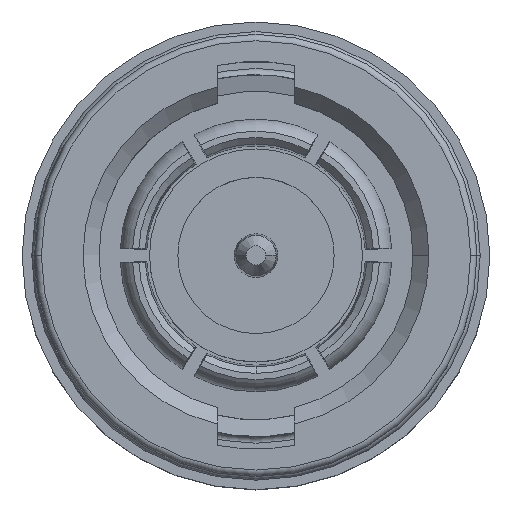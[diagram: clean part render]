
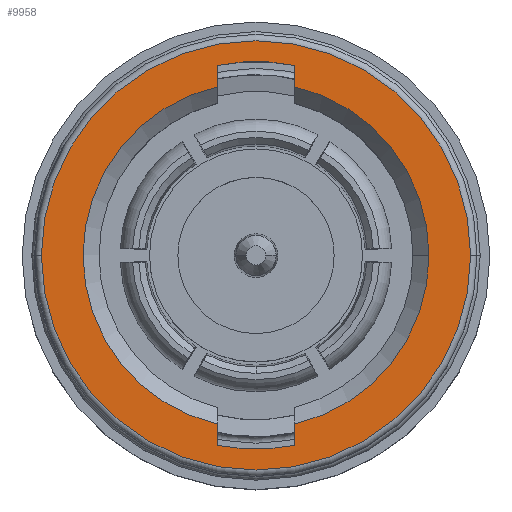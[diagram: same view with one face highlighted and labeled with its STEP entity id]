
A CAD part, top view. The second image highlights one B-rep face of the part: STEP entity #9958.
In plain terms, the highlighted planar face has unit normal (0, 0, 1).
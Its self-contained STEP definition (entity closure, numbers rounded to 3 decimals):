
#137 = CARTESIAN_POINT ( 'NONE',  ( -1.2, 4.751, 0.75 ) ) ;
#303 = ORIENTED_EDGE ( 'NONE', *, *, #4245, .F. ) ;
#1047 = VECTOR ( 'NONE', #4225, 1000. ) ;
#1474 = LINE ( 'NONE', #1827, #1047 ) ;
#1631 = CARTESIAN_POINT ( 'NONE',  ( 6.7, 0., 0.75 ) ) ;
#1687 = EDGE_CURVE ( 'NONE', #14020, #5062, #1474, .T. ) ;
#1764 = CARTESIAN_POINT ( 'NONE',  ( -1.2, 5.265, 0.75 ) ) ;
#1827 = CARTESIAN_POINT ( 'NONE',  ( -1.2, -4.751, 0.75 ) ) ;
#2016 = DIRECTION ( 'NONE',  ( 0., 0., -1. ) ) ;
#2188 = DIRECTION ( 'NONE',  ( 0., 0., 1. ) ) ;
#2240 = ORIENTED_EDGE ( 'NONE', *, *, #4492, .F. ) ;
#2707 = VERTEX_POINT ( 'NONE', #1631 ) ;
#2867 = VECTOR ( 'NONE', #6521, 1000. ) ;
#3335 = VECTOR ( 'NONE', #15855, 1000. ) ;
#3609 = VERTEX_POINT ( 'NONE', #8884 ) ;
#3775 = AXIS2_PLACEMENT_3D ( 'NONE', #6519, #15497, #7789 ) ;
#4142 = AXIS2_PLACEMENT_3D ( 'NONE', #5931, #14883, #7179 ) ;
#4225 = DIRECTION ( 'NONE',  ( 0., -1., 0. ) ) ;
#4245 = EDGE_CURVE ( 'NONE', #6702, #16027, #16190, .T. ) ;
#4492 = EDGE_CURVE ( 'NONE', #16027, #5081, #8957, .T. ) ;
#4634 = CARTESIAN_POINT ( 'NONE',  ( 0., 0., 0.75 ) ) ;
#4684 = ORIENTED_EDGE ( 'NONE', *, *, #10957, .F. ) ;
#4720 = CARTESIAN_POINT ( 'NONE',  ( 0., 0., 0.75 ) ) ;
#4783 = EDGE_CURVE ( 'NONE', #2707, #9116, #13318, .T. ) ;
#5062 = VERTEX_POINT ( 'NONE', #6629 ) ;
#5081 = VERTEX_POINT ( 'NONE', #13143 ) ;
#5119 = VERTEX_POINT ( 'NONE', #1764 ) ;
#5539 = VECTOR ( 'NONE', #6612, 1000. ) ;
#5545 = DIRECTION ( 'NONE',  ( 0., 0., 1. ) ) ;
#5598 = CARTESIAN_POINT ( 'NONE',  ( 0., 0., 0.75 ) ) ;
#5896 = CARTESIAN_POINT ( 'NONE',  ( 1.2, -5.265, 0.75 ) ) ;
#5902 = DIRECTION ( 'NONE',  ( 1., 0., 0. ) ) ;
#5909 = AXIS2_PLACEMENT_3D ( 'NONE', #4720, #13629, #5971 ) ;
#5931 = CARTESIAN_POINT ( 'NONE',  ( 0., 0., 0.75 ) ) ;
#5971 = DIRECTION ( 'NONE',  ( -1., 0., 0. ) ) ;
#6505 = FACE_OUTER_BOUND ( 'NONE', #9535, .T. ) ;
#6519 = CARTESIAN_POINT ( 'NONE',  ( 0., 0., 0.75 ) ) ;
#6521 = DIRECTION ( 'NONE',  ( 0., -1., 0. ) ) ;
#6612 = DIRECTION ( 'NONE',  ( 0., 1., 0. ) ) ;
#6629 = CARTESIAN_POINT ( 'NONE',  ( -1.2, -5.93, 0.75 ) ) ;
#6702 = VERTEX_POINT ( 'NONE', #12816 ) ;
#6706 = LINE ( 'NONE', #15798, #3335 ) ;
#6735 = EDGE_CURVE ( 'NONE', #3609, #5119, #9262, .T. ) ;
#6863 = DIRECTION ( 'NONE',  ( -1., 0., 0. ) ) ;
#7179 = DIRECTION ( 'NONE',  ( -1., 0., 0. ) ) ;
#7237 = ORIENTED_EDGE ( 'NONE', *, *, #4783, .T. ) ;
#7789 = DIRECTION ( 'NONE',  ( 1., 0., 0. ) ) ;
#7863 = ORIENTED_EDGE ( 'NONE', *, *, #8121, .F. ) ;
#8121 = EDGE_CURVE ( 'NONE', #5081, #3609, #10422, .T. ) ;
#8467 = VERTEX_POINT ( 'NONE', #13140 ) ;
#8884 = CARTESIAN_POINT ( 'NONE',  ( -1.2, 5.93, 0.75 ) ) ;
#8957 = LINE ( 'NONE', #9169, #5539 ) ;
#9116 = VERTEX_POINT ( 'NONE', #13487 ) ;
#9169 = CARTESIAN_POINT ( 'NONE',  ( 1.2, 4.751, 0.75 ) ) ;
#9262 = LINE ( 'NONE', #137, #2867 ) ;
#9482 = ORIENTED_EDGE ( 'NONE', *, *, #13559, .F. ) ;
#9517 = EDGE_CURVE ( 'NONE', #9116, #2707, #15280, .T. ) ;
#9535 = EDGE_LOOP ( 'NONE', ( #10624, #7237 ) ) ;
#9657 = CARTESIAN_POINT ( 'NONE',  ( 0., 0., 0.75 ) ) ;
#9825 = CARTESIAN_POINT ( 'NONE',  ( 0., 0., 0.75 ) ) ;
#9958 = ADVANCED_FACE ( 'NONE', ( #6505, #16357 ), #12185, .F. ) ;
#10422 = CIRCLE ( 'NONE', #5909, 6.05 ) ;
#10551 = VERTEX_POINT ( 'NONE', #5896 ) ;
#10624 = ORIENTED_EDGE ( 'NONE', *, *, #9517, .T. ) ;
#10637 = EDGE_LOOP ( 'NONE', ( #7863, #2240, #303, #9482, #4684, #14303, #14493, #11718, #13218 ) ) ;
#10954 = DIRECTION ( 'NONE',  ( -1., 0., 0. ) ) ;
#10957 = EDGE_CURVE ( 'NONE', #8467, #10551, #6706, .T. ) ;
#11126 = DIRECTION ( 'NONE',  ( 1., 0., 0. ) ) ;
#11718 = ORIENTED_EDGE ( 'NONE', *, *, #12896, .F. ) ;
#11820 = EDGE_CURVE ( 'NONE', #5062, #8467, #15886, .T. ) ;
#12185 = PLANE ( 'NONE',  #15846 ) ;
#12238 = AXIS2_PLACEMENT_3D ( 'NONE', #9825, #2188, #11126 ) ;
#12729 = AXIS2_PLACEMENT_3D ( 'NONE', #13198, #5545, #14496 ) ;
#12816 = CARTESIAN_POINT ( 'NONE',  ( 5.4, 0., 0.75 ) ) ;
#12896 = EDGE_CURVE ( 'NONE', #5119, #14020, #16579, .T. ) ;
#12921 = CIRCLE ( 'NONE', #12238, 5.4 ) ;
#13115 = AXIS2_PLACEMENT_3D ( 'NONE', #4634, #13560, #5902 ) ;
#13140 = CARTESIAN_POINT ( 'NONE',  ( 1.2, -5.93, 0.75 ) ) ;
#13143 = CARTESIAN_POINT ( 'NONE',  ( 1.2, 5.93, 0.75 ) ) ;
#13198 = CARTESIAN_POINT ( 'NONE',  ( 0., 0., 0.75 ) ) ;
#13218 = ORIENTED_EDGE ( 'NONE', *, *, #6735, .F. ) ;
#13318 = CIRCLE ( 'NONE', #4142, 6.7 ) ;
#13487 = CARTESIAN_POINT ( 'NONE',  ( -6.7, 0., 0.75 ) ) ;
#13535 = CARTESIAN_POINT ( 'NONE',  ( 1.2, 5.265, 0.75 ) ) ;
#13559 = EDGE_CURVE ( 'NONE', #10551, #6702, #12921, .T. ) ;
#13560 = DIRECTION ( 'NONE',  ( 0., 0., 1. ) ) ;
#13629 = DIRECTION ( 'NONE',  ( 0., 0., 1. ) ) ;
#14020 = VERTEX_POINT ( 'NONE', #15138 ) ;
#14303 = ORIENTED_EDGE ( 'NONE', *, *, #11820, .F. ) ;
#14493 = ORIENTED_EDGE ( 'NONE', *, *, #1687, .F. ) ;
#14496 = DIRECTION ( 'NONE',  ( 1., 0., 0. ) ) ;
#14517 = AXIS2_PLACEMENT_3D ( 'NONE', #5598, #14554, #6863 ) ;
#14554 = DIRECTION ( 'NONE',  ( 0., 0., 1. ) ) ;
#14883 = DIRECTION ( 'NONE',  ( 0., 0., 1. ) ) ;
#15138 = CARTESIAN_POINT ( 'NONE',  ( -1.2, -5.265, 0.75 ) ) ;
#15280 = CIRCLE ( 'NONE', #14517, 6.7 ) ;
#15497 = DIRECTION ( 'NONE',  ( 0., 0., 1. ) ) ;
#15798 = CARTESIAN_POINT ( 'NONE',  ( 1.2, -4.751, 0.75 ) ) ;
#15846 = AXIS2_PLACEMENT_3D ( 'NONE', #9657, #2016, #10954 ) ;
#15855 = DIRECTION ( 'NONE',  ( 0., 1., 0. ) ) ;
#15886 = CIRCLE ( 'NONE', #3775, 6.05 ) ;
#16027 = VERTEX_POINT ( 'NONE', #13535 ) ;
#16190 = CIRCLE ( 'NONE', #13115, 5.4 ) ;
#16357 = FACE_BOUND ( 'NONE', #10637, .T. ) ;
#16579 = CIRCLE ( 'NONE', #12729, 5.4 ) ;
